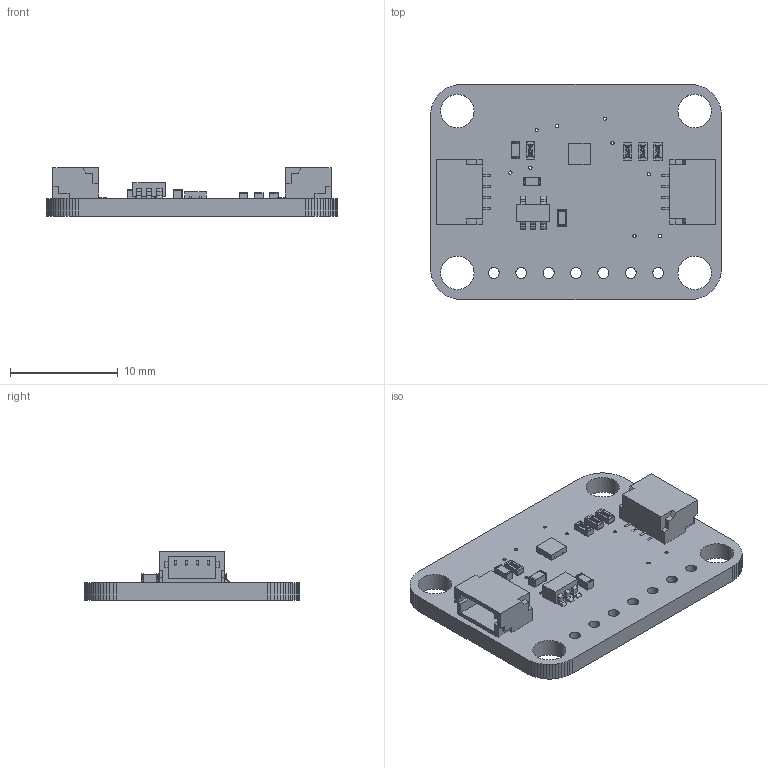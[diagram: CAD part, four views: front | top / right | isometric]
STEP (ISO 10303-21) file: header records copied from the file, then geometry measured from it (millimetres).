
FILE_DESCRIPTION(('PCB Model'),'2;1');
FILE_NAME('EVE OPT3004.STEP', '2021-09-21T14:29:33',('pritesh'),('Unspecified'), 'Open CASCADE STEP processor 6.8','Proteus','Unknown');
FILE_SCHEMA(('AUTOMOTIVE_DESIGN { 1 0 10303 214 1 1 1 1 }'));
Length unit declared in the file: millimetre
Products named in the file (60): Open CASCADE STEP translator 6.8 7; Layer_1; J2; Open CASCADE STEP translator 6.8 7.2.1; Body_1; J3; Open CASCADE STEP translator 6.8 7.3.1; U13; Open CASCADE STEP translator 6.8 7.4.1; BODY-SON; FRAME-DNP0006A; SOLID; PIN1-ID; DIE; BOND_WIRE; U1; Open CASCADE STEP translator 6.8 7.5.1; Pin_1; Pin_2; Pin_3; Pin_4; Pin_5; C1; Open CASCADE STEP translator 6.8 7.6.1; Part_3; Part_2; Part_1; C3; Open CASCADE STEP translator 6.8 7.7.1; C15; Open CASCADE STEP translator 6.8 7.8.1; R1; Open CASCADE STEP translator 6.8 7.9.1; =>[0:1:1:3]; =>[0:1:1:4]; =>[0:1:1:5]; =>[0:1:1:6]; R2; Open CASCADE STEP translator 6.8 7.10.1; R3 ...
Assembly tree (69 placements, depth 6):
  Open CASCADE STEP translator 6.8 7
    Layer_1
    J2
      Open CASCADE STEP translator 6.8 7.2.1
        Body_1
    J3
      Open CASCADE STEP translator 6.8 7.3.1
        Body_1
    U13
      Open CASCADE STEP translator 6.8 7.4.1
        Body_1
          BODY-SON
          FRAME-DNP0006A
            SOLID
            SOLID
            SOLID
            SOLID
            SOLID
            SOLID
            SOLID
          PIN1-ID
          DIE
          BOND_WIRE
          BOND_WIRE
          BOND_WIRE
          BOND_WIRE
          BOND_WIRE
          BOND_WIRE
    U1
      Open CASCADE STEP translator 6.8 7.5.1
        Body_1
        Pin_1
        Pin_2
        Pin_3
        Pin_4
        Pin_5
    C1
      Open CASCADE STEP translator 6.8 7.6.1
        Body_1
          Part_3
          Part_2
          Part_1
    C3
      Open CASCADE STEP translator 6.8 7.7.1
        Body_1
          Part_3
          Part_2
          Part_1
    C15
      Open CASCADE STEP translator 6.8 7.8.1
        Body_1
          Part_3
          Part_2
          Part_1
    R1
      Open CASCADE STEP translator 6.8 7.9.1
        Body_1
          =>[0:1:1:3]
          =>[0:1:1:4]
          =>[0:1:1:5]
Bounding box: 27 x 20 x 4.5 mm (x, y, z)
Volume: 916.6 mm3; surface area: 1713.9 mm2
Topology: 49 solids, 49 shells, 1183 faces, 3038 edges, 1972 vertices
Faces by surface type: plane 800, bspline 176, cylinder 159, sphere 24, revolution 12, torus 12
Entity records: 30752 total; most frequent: CARTESIAN_POINT 8406, ORIENTED_EDGE 3734, DIRECTION 3485, EDGE_CURVE 1867, LINE 1403, VECTOR 1403, VERTEX_POINT 1224, AXIS2_PLACEMENT_3D 1035
